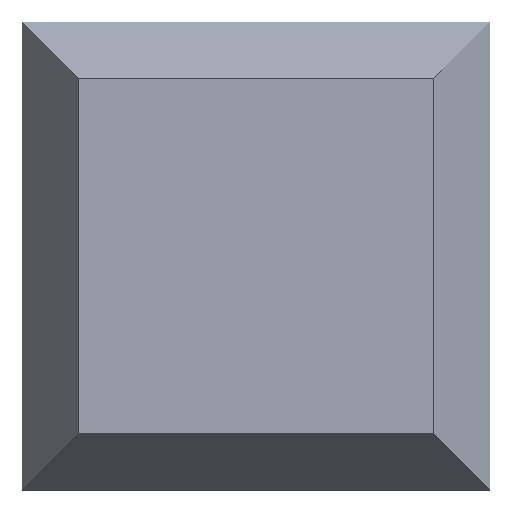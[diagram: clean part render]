
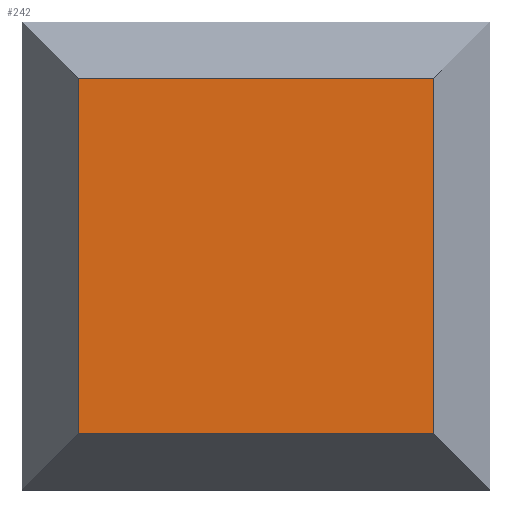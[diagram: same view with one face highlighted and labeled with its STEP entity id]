
A CAD part, top view. The second image highlights one B-rep face of the part: STEP entity #242.
In plain terms, the highlighted planar face has unit normal (0, 0, 1).
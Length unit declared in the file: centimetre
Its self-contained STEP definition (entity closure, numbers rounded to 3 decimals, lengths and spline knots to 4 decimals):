
#106=VERTEX_POINT('',#291);
#107=VERTEX_POINT('',#293);
#109=VERTEX_POINT('',#299);
#111=VERTEX_POINT('',#305);
#118=VECTOR('',#259,1.);
#121=VECTOR('',#263,1.);
#124=VECTOR('',#267,1.);
#127=VECTOR('',#271,1.);
#138=LINE('',#292,#118);
#141=LINE('',#298,#121);
#144=LINE('',#304,#124);
#147=LINE('',#309,#127);
#158=EDGE_CURVE('',#106,#107,#138,.T.);
#161=EDGE_CURVE('',#107,#109,#141,.T.);
#164=EDGE_CURVE('',#109,#111,#144,.T.);
#167=EDGE_CURVE('',#111,#106,#147,.T.);
#200=ORIENTED_EDGE('',*,*,#158,.F.);
#201=ORIENTED_EDGE('',*,*,#167,.F.);
#202=ORIENTED_EDGE('',*,*,#164,.F.);
#203=ORIENTED_EDGE('',*,*,#161,.F.);
#222=EDGE_LOOP('',(#200,#201,#202,#203));
#232=FACE_BOUND('',#222,.T.);
#242=ADVANCED_FACE('',(#232),#334,.T.);
#252=AXIS2_PLACEMENT_3D('',#320,#279,$);
#259=DIRECTION('',(1.,0.,0.));
#263=DIRECTION('',(0.,-1.,0.));
#267=DIRECTION('',(-1.,0.,0.));
#271=DIRECTION('',(0.,1.,0.));
#279=DIRECTION('',(0.,0.,1.));
#291=CARTESIAN_POINT('',(-0.475,0.475,0.3));
#292=CARTESIAN_POINT('',(0.,0.475,0.3));
#293=CARTESIAN_POINT('',(0.475,0.475,0.3));
#298=CARTESIAN_POINT('',(0.475,0.,0.3));
#299=CARTESIAN_POINT('',(0.475,-0.475,0.3));
#304=CARTESIAN_POINT('',(0.,-0.475,0.3));
#305=CARTESIAN_POINT('',(-0.475,-0.475,0.3));
#309=CARTESIAN_POINT('',(-0.475,0.,0.3));
#320=CARTESIAN_POINT('',(0.,0.,0.3));
#334=PLANE('',#252);
